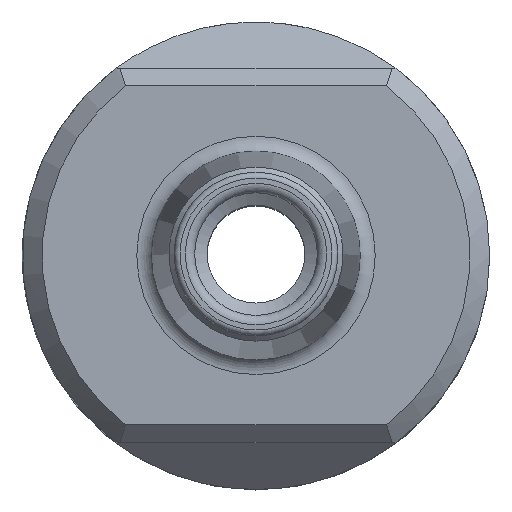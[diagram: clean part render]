
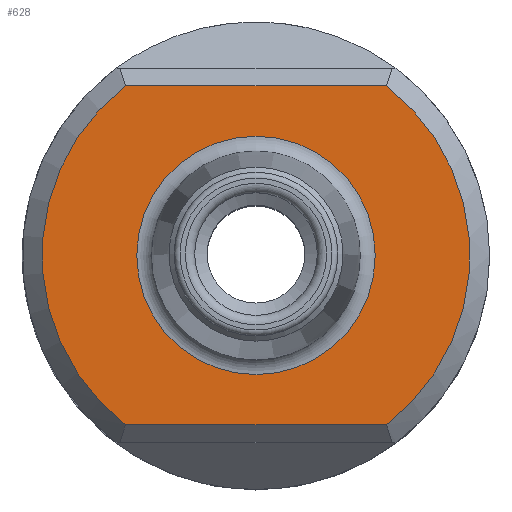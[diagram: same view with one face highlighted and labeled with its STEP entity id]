
A CAD part, top view. The second image highlights one B-rep face of the part: STEP entity #628.
In plain terms, the highlighted planar face has unit normal (0, 0, 1).
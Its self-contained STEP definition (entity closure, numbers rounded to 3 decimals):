
#42=PLANE('',#670);
#57=LINE('',#885,#67);
#58=LINE('',#889,#68);
#67=VECTOR('',#749,1000.);
#68=VECTOR('',#752,1000.);
#82=ORIENTED_EDGE('',*,*,#176,.F.);
#83=ORIENTED_EDGE('',*,*,#177,.T.);
#84=ORIENTED_EDGE('',*,*,#178,.T.);
#85=ORIENTED_EDGE('',*,*,#179,.T.);
#86=ORIENTED_EDGE('',*,*,#180,.T.);
#176=EDGE_CURVE('',#223,#223,#256,.T.);
#177=EDGE_CURVE('',#224,#225,#257,.F.);
#178=EDGE_CURVE('',#225,#226,#57,.T.);
#179=EDGE_CURVE('',#226,#227,#258,.F.);
#180=EDGE_CURVE('',#227,#224,#58,.T.);
#223=VERTEX_POINT('',#881);
#224=VERTEX_POINT('',#883);
#225=VERTEX_POINT('',#884);
#226=VERTEX_POINT('',#886);
#227=VERTEX_POINT('',#888);
#256=CIRCLE('',#671,10.2);
#257=CIRCLE('',#672,18.3);
#258=CIRCLE('',#673,18.3);
#282=EDGE_LOOP('',(#82));
#283=EDGE_LOOP('',(#83,#84,#85,#86));
#338=FACE_BOUND('',#282,.T.);
#339=FACE_BOUND('',#283,.T.);
#628=ADVANCED_FACE('',(#338,#339),#42,.F.);
#670=AXIS2_PLACEMENT_3D('',#879,#743,#744);
#671=AXIS2_PLACEMENT_3D('',#880,#745,#746);
#672=AXIS2_PLACEMENT_3D('',#882,#747,#748);
#673=AXIS2_PLACEMENT_3D('',#887,#750,#751);
#743=DIRECTION('',(0.,0.,-1.));
#744=DIRECTION('',(-1.,0.,0.));
#745=DIRECTION('',(0.,0.,1.));
#746=DIRECTION('',(1.,0.,0.));
#747=DIRECTION('',(0.,0.,-1.));
#748=DIRECTION('',(-1.,0.,0.));
#749=DIRECTION('',(-1.,0.,0.));
#750=DIRECTION('',(0.,0.,-1.));
#751=DIRECTION('',(-1.,0.,0.));
#752=DIRECTION('',(1.,0.,0.));
#879=CARTESIAN_POINT('',(11.116,0.,-5.));
#880=CARTESIAN_POINT('',(0.,0.,-5.));
#881=CARTESIAN_POINT('',(10.2,0.,-5.));
#882=CARTESIAN_POINT('',(0.,0.,-5.));
#883=CARTESIAN_POINT('',(11.164,-14.5,-5.));
#884=CARTESIAN_POINT('',(11.164,14.5,-5.));
#885=CARTESIAN_POINT('',(-8.882,14.5,-5.));
#886=CARTESIAN_POINT('',(-11.164,14.5,-5.));
#887=CARTESIAN_POINT('',(0.,0.,-5.));
#888=CARTESIAN_POINT('',(-11.164,-14.5,-5.));
#889=CARTESIAN_POINT('',(11.116,-14.5,-5.));
